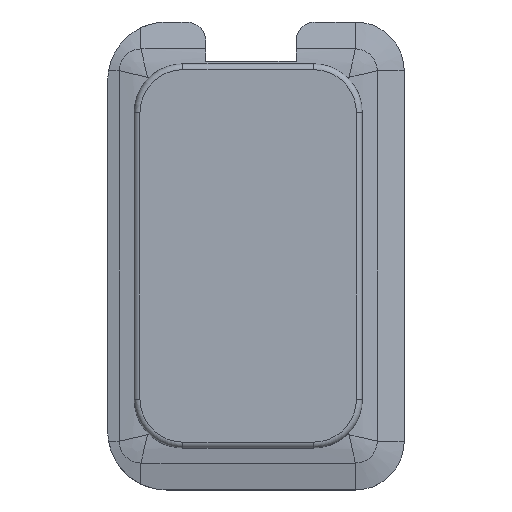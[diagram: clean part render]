
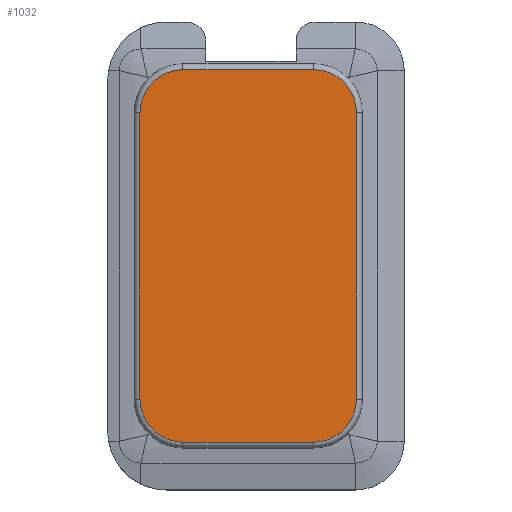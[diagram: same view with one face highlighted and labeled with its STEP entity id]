
A CAD part, top view. The second image highlights one B-rep face of the part: STEP entity #1032.
In plain terms, the highlighted planar face has unit normal (0, 0, 1).
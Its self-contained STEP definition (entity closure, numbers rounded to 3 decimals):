
#72=PLANE('',#1144);
#122=FACE_OUTER_BOUND('',#185,.T.);
#185=EDGE_LOOP('',(#882,#883,#884,#885,#886,#887,#888,#889));
#224=CIRCLE('',#1121,2.2);
#228=CIRCLE('',#1127,2.2);
#232=CIRCLE('',#1133,2.2);
#235=CIRCLE('',#1138,2.2);
#306=LINE('',#1892,#385);
#307=LINE('',#1903,#386);
#309=LINE('',#1915,#388);
#311=LINE('',#1927,#390);
#385=VECTOR('',#1339,10.);
#386=VECTOR('',#1352,10.);
#388=VECTOR('',#1366,10.);
#390=VECTOR('',#1380,10.);
#483=VERTEX_POINT('',#1885);
#486=VERTEX_POINT('',#1890);
#488=VERTEX_POINT('',#1895);
#490=VERTEX_POINT('',#1901);
#492=VERTEX_POINT('',#1907);
#494=VERTEX_POINT('',#1913);
#496=VERTEX_POINT('',#1919);
#498=VERTEX_POINT('',#1925);
#612=EDGE_CURVE('',#486,#483,#306,.T.);
#614=EDGE_CURVE('',#488,#486,#224,.T.);
#617=EDGE_CURVE('',#490,#488,#307,.T.);
#620=EDGE_CURVE('',#492,#490,#228,.T.);
#623=EDGE_CURVE('',#494,#492,#309,.T.);
#626=EDGE_CURVE('',#496,#494,#232,.T.);
#629=EDGE_CURVE('',#498,#496,#311,.T.);
#631=EDGE_CURVE('',#483,#498,#235,.T.);
#882=ORIENTED_EDGE('',*,*,#612,.F.);
#883=ORIENTED_EDGE('',*,*,#614,.F.);
#884=ORIENTED_EDGE('',*,*,#617,.F.);
#885=ORIENTED_EDGE('',*,*,#620,.F.);
#886=ORIENTED_EDGE('',*,*,#623,.F.);
#887=ORIENTED_EDGE('',*,*,#626,.F.);
#888=ORIENTED_EDGE('',*,*,#629,.F.);
#889=ORIENTED_EDGE('',*,*,#631,.F.);
#1032=ADVANCED_FACE('',(#122),#72,.F.);
#1121=AXIS2_PLACEMENT_3D('',#1897,#1344,#1345);
#1127=AXIS2_PLACEMENT_3D('',#1909,#1358,#1359);
#1133=AXIS2_PLACEMENT_3D('',#1921,#1372,#1373);
#1138=AXIS2_PLACEMENT_3D('',#1930,#1384,#1385);
#1144=AXIS2_PLACEMENT_3D('',#1941,#1401,#1402);
#1339=DIRECTION('',(-1.,0.,0.));
#1344=DIRECTION('center_axis',(0.,0.,-1.));
#1345=DIRECTION('ref_axis',(0.707,-0.707,0.));
#1352=DIRECTION('',(0.,-1.,0.));
#1358=DIRECTION('center_axis',(0.,0.,-1.));
#1359=DIRECTION('ref_axis',(0.707,0.707,0.));
#1366=DIRECTION('',(1.,0.,0.));
#1372=DIRECTION('center_axis',(0.,0.,-1.));
#1373=DIRECTION('ref_axis',(-0.707,0.707,0.));
#1380=DIRECTION('',(0.,1.,0.));
#1384=DIRECTION('center_axis',(0.,0.,-1.));
#1385=DIRECTION('ref_axis',(-0.707,-0.707,0.));
#1401=DIRECTION('center_axis',(0.,0.,-1.));
#1402=DIRECTION('ref_axis',(-1.,0.,0.));
#1885=CARTESIAN_POINT('',(118.062,-108.61,7.75));
#1890=CARTESIAN_POINT('',(124.762,-108.61,7.75));
#1892=CARTESIAN_POINT('',(120.372,-108.61,7.75));
#1895=CARTESIAN_POINT('',(126.962,-106.41,7.75));
#1897=CARTESIAN_POINT('Origin',(124.762,-106.41,7.75));
#1901=CARTESIAN_POINT('',(126.962,-91.71,7.75));
#1903=CARTESIAN_POINT('',(126.962,-102.354,7.75));
#1907=CARTESIAN_POINT('',(124.762,-89.51,7.75));
#1909=CARTESIAN_POINT('Origin',(124.762,-91.71,7.75));
#1913=CARTESIAN_POINT('',(118.062,-89.51,7.75));
#1915=CARTESIAN_POINT('',(123.722,-89.51,7.75));
#1919=CARTESIAN_POINT('',(115.862,-91.71,7.75));
#1921=CARTESIAN_POINT('Origin',(118.062,-91.71,7.75));
#1925=CARTESIAN_POINT('',(115.862,-106.41,7.75));
#1927=CARTESIAN_POINT('',(115.862,-95.004,7.75));
#1930=CARTESIAN_POINT('Origin',(118.062,-106.41,7.75));
#1941=CARTESIAN_POINT('Origin',(122.682,-98.298,7.75));
